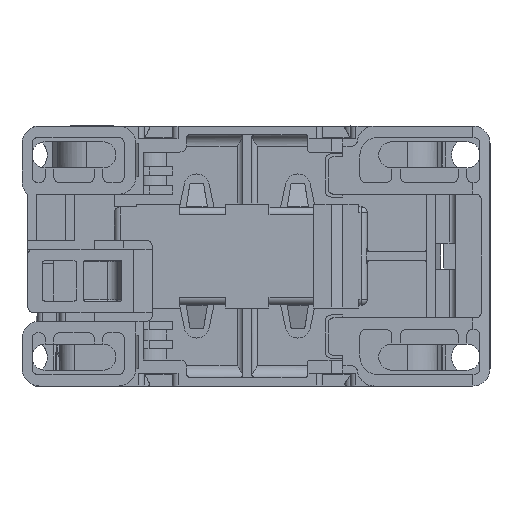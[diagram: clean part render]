
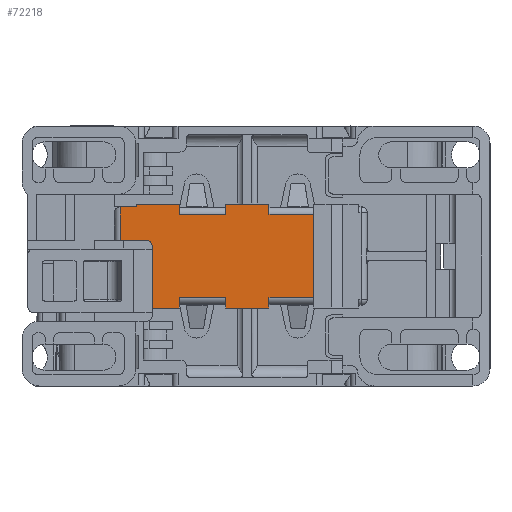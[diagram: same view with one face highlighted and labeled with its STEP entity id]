
A CAD part, front view. The second image highlights one B-rep face of the part: STEP entity #72218.
In plain terms, the highlighted planar face has unit normal (0, 1, 0).
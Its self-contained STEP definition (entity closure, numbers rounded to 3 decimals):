
#60595=DIRECTION('',(0.,0.,1.));
#60596=VECTOR('',#60595,1.75);
#60597=CARTESIAN_POINT('',(-16.929,-29.318,
7.25));
#60598=LINE('',#60597,#60596);
#60612=DIRECTION('',(-1.,0.,0.));
#60613=VECTOR('',#60612,4.55);
#60614=CARTESIAN_POINT('',(-38.129,-29.318,2.7));
#60615=LINE('',#60614,#60613);
#60616=CARTESIAN_POINT('',(-38.129,-29.318,1.7));
#60617=DIRECTION('',(0.,-1.,0.));
#60618=DIRECTION('',(1.,0.,0.));
#60619=AXIS2_PLACEMENT_3D('',#60616,#60617,#60618);
#60621=DIRECTION('',(0.,0.,1.));
#60622=VECTOR('',#60621,1.75);
#60623=CARTESIAN_POINT('',(-32.429,-29.318,-9.));
#60624=LINE('',#60623,#60622);
#60625=DIRECTION('',(0.,0.,1.));
#60626=VECTOR('',#60625,1.75);
#60627=CARTESIAN_POINT('',(-32.429,-29.318,
7.25));
#60628=LINE('',#60627,#60626);
#60629=DIRECTION('',(0.,0.,-1.));
#60630=VECTOR('',#60629,0.5);
#60631=CARTESIAN_POINT('',(-39.929,-29.318,9.));
#60632=LINE('',#60631,#60630);
#60641=DIRECTION('',(-1.,0.,0.));
#60642=VECTOR('',#60641,7.5);
#60643=CARTESIAN_POINT('',(-32.429,-29.318,9.));
#60644=LINE('',#60643,#60642);
#60884=DIRECTION('',(-1.,0.,0.));
#60885=VECTOR('',#60884,7.5);
#60886=CARTESIAN_POINT('',(-16.929,-29.318,9.));
#60887=LINE('',#60886,#60885);
#64974=DIRECTION('',(1.,0.,0.));
#64975=VECTOR('',#64974,2.75);
#64976=CARTESIAN_POINT('',(-42.679,-29.318,
8.5));
#64977=LINE('',#64976,#64975);
#65044=DIRECTION('',(0.,0.,1.));
#65045=VECTOR('',#65044,10.7);
#65046=CARTESIAN_POINT('',(-37.129,-29.318,
-9.));
#65047=LINE('',#65046,#65045);
#65773=DIRECTION('',(-1.,0.,0.));
#65774=VECTOR('',#65773,7.5);
#65775=CARTESIAN_POINT('',(-16.929,-29.318,-9.));
#65776=LINE('',#65775,#65774);
#66062=DIRECTION('',(0.,0.,-1.));
#66063=VECTOR('',#66062,1.75);
#66064=CARTESIAN_POINT('',(-24.429,-29.318,
-7.25));
#66065=LINE('',#66064,#66063);
#66087=DIRECTION('',(1.,0.,0.));
#66088=VECTOR('',#66087,8.);
#66089=CARTESIAN_POINT('',(-32.429,-29.318,
-7.25));
#66090=LINE('',#66089,#66088);
#66333=DIRECTION('',(1.,0.,0.));
#66334=VECTOR('',#66333,4.7);
#66335=CARTESIAN_POINT('',(-37.129,-29.318,
-9.));
#66336=LINE('',#66335,#66334);
#66346=DIRECTION('',(0.,0.,-1.));
#66347=VECTOR('',#66346,1.75);
#66348=CARTESIAN_POINT('',(-16.929,-29.318,
-7.25));
#66349=LINE('',#66348,#66347);
#66358=DIRECTION('',(1.,0.,0.));
#66359=VECTOR('',#66358,7.75);
#66360=CARTESIAN_POINT('',(-16.929,-29.318,
-7.25));
#66361=LINE('',#66360,#66359);
#66391=DIRECTION('',(0.,0.,1.));
#66392=VECTOR('',#66391,14.5);
#66393=CARTESIAN_POINT('',(-9.179,-29.318,-7.25));
#66394=LINE('',#66393,#66392);
#66795=DIRECTION('',(-1.,0.,0.));
#66796=VECTOR('',#66795,7.75);
#66797=CARTESIAN_POINT('',(-9.179,-29.318,7.25));
#66798=LINE('',#66797,#66796);
#68523=DIRECTION('',(0.,0.,-1.));
#68524=VECTOR('',#68523,5.8);
#68525=CARTESIAN_POINT('',(-42.679,-29.318,
8.5));
#68526=LINE('',#68525,#68524);
#69128=DIRECTION('',(0.,0.,1.));
#69129=VECTOR('',#69128,1.75);
#69130=CARTESIAN_POINT('',(-24.429,-29.318,
7.25));
#69131=LINE('',#69130,#69129);
#69144=DIRECTION('',(-1.,0.,0.));
#69145=VECTOR('',#69144,8.);
#69146=CARTESIAN_POINT('',(-24.429,-29.318,
7.25));
#69147=LINE('',#69146,#69145);
#69629=CARTESIAN_POINT('',(-42.679,-29.318,2.7));
#69630=VERTEX_POINT('',#69629);
#69631=CARTESIAN_POINT('',(-38.129,-29.318,2.7));
#69632=VERTEX_POINT('',#69631);
#69805=CARTESIAN_POINT('',(-32.429,-29.318,9.));
#69806=VERTEX_POINT('',#69805);
#69807=CARTESIAN_POINT('',(-32.429,-29.318,
7.25));
#69808=VERTEX_POINT('',#69807);
#69835=CARTESIAN_POINT('',(-32.429,-29.318,-9.));
#69836=VERTEX_POINT('',#69835);
#69837=CARTESIAN_POINT('',(-32.429,-29.318,
-7.25));
#69838=VERTEX_POINT('',#69837);
#70491=CARTESIAN_POINT('',(-39.929,-29.318,9.));
#70492=CARTESIAN_POINT('',(-39.929,-29.318,
8.5));
#70493=VERTEX_POINT('',#70491);
#70494=VERTEX_POINT('',#70492);
#70495=CARTESIAN_POINT('',(-42.679,-29.318,
8.5));
#70496=VERTEX_POINT('',#70495);
#70497=CARTESIAN_POINT('',(-37.129,-29.318,1.7));
#70498=VERTEX_POINT('',#70497);
#70499=CARTESIAN_POINT('',(-37.129,-29.318,
-9.));
#70500=VERTEX_POINT('',#70499);
#70501=CARTESIAN_POINT('',(-24.429,-29.318,
-7.25));
#70502=VERTEX_POINT('',#70501);
#70503=CARTESIAN_POINT('',(-24.429,-29.318,-9.));
#70504=VERTEX_POINT('',#70503);
#70505=CARTESIAN_POINT('',(-16.929,-29.318,-9.));
#70506=VERTEX_POINT('',#70505);
#70507=CARTESIAN_POINT('',(-16.929,-29.318,
-7.25));
#70508=VERTEX_POINT('',#70507);
#70509=CARTESIAN_POINT('',(-9.179,-29.318,-7.25));
#70510=VERTEX_POINT('',#70509);
#70511=CARTESIAN_POINT('',(-9.179,-29.318,7.25));
#70512=VERTEX_POINT('',#70511);
#70513=CARTESIAN_POINT('',(-16.929,-29.318,
7.25));
#70514=VERTEX_POINT('',#70513);
#70515=CARTESIAN_POINT('',(-16.929,-29.318,9.));
#70516=VERTEX_POINT('',#70515);
#70517=CARTESIAN_POINT('',(-24.429,-29.318,9.));
#70518=VERTEX_POINT('',#70517);
#70519=CARTESIAN_POINT('',(-24.429,-29.318,
7.25));
#70520=VERTEX_POINT('',#70519);
#72170=CARTESIAN_POINT('',(-25.929,-29.318,0.));
#72171=DIRECTION('',(0.,1.,0.));
#72172=DIRECTION('',(0.,0.,1.));
#72173=AXIS2_PLACEMENT_3D('',#72170,#72171,#72172);
#72174=PLANE('',#72173);
#72176=ORIENTED_EDGE('',*,*,#72175,.T.);
#72178=ORIENTED_EDGE('',*,*,#72177,.F.);
#72180=ORIENTED_EDGE('',*,*,#72179,.T.);
#72182=ORIENTED_EDGE('',*,*,#72181,.F.);
#72184=ORIENTED_EDGE('',*,*,#72183,.F.);
#72186=ORIENTED_EDGE('',*,*,#72185,.F.);
#72188=ORIENTED_EDGE('',*,*,#72187,.T.);
#72190=ORIENTED_EDGE('',*,*,#72189,.T.);
#72192=ORIENTED_EDGE('',*,*,#72191,.T.);
#72194=ORIENTED_EDGE('',*,*,#72193,.T.);
#72196=ORIENTED_EDGE('',*,*,#72195,.F.);
#72198=ORIENTED_EDGE('',*,*,#72197,.F.);
#72200=ORIENTED_EDGE('',*,*,#72199,.T.);
#72202=ORIENTED_EDGE('',*,*,#72201,.T.);
#72204=ORIENTED_EDGE('',*,*,#72203,.T.);
#72205=ORIENTED_EDGE('',*,*,#72158,.T.);
#72207=ORIENTED_EDGE('',*,*,#72206,.T.);
#72209=ORIENTED_EDGE('',*,*,#72208,.F.);
#72211=ORIENTED_EDGE('',*,*,#72210,.T.);
#72213=ORIENTED_EDGE('',*,*,#72212,.T.);
#72215=ORIENTED_EDGE('',*,*,#72214,.T.);
#72216=EDGE_LOOP('',(#72176,#72178,#72180,#72182,#72184,#72186,#72188,#72190,
#72192,#72194,#72196,#72198,#72200,#72202,#72204,#72205,#72207,#72209,#72211,
#72213,#72215));
#72217=FACE_OUTER_BOUND('',#72216,.F.);
#72218=ADVANCED_FACE('',(#72217),#72174,.T.);
#60620=CIRCLE('',#60619,1.);
#72158=EDGE_CURVE('',#70514,#70516,#60598,.T.);
#72175=EDGE_CURVE('',#70493,#70494,#60632,.T.);
#72177=EDGE_CURVE('',#70496,#70494,#64977,.T.);
#72179=EDGE_CURVE('',#70496,#69630,#68526,.T.);
#72181=EDGE_CURVE('',#69632,#69630,#60615,.T.);
#72183=EDGE_CURVE('',#70498,#69632,#60620,.T.);
#72185=EDGE_CURVE('',#70500,#70498,#65047,.T.);
#72187=EDGE_CURVE('',#70500,#69836,#66336,.T.);
#72189=EDGE_CURVE('',#69836,#69838,#60624,.T.);
#72191=EDGE_CURVE('',#69838,#70502,#66090,.T.);
#72193=EDGE_CURVE('',#70502,#70504,#66065,.T.);
#72195=EDGE_CURVE('',#70506,#70504,#65776,.T.);
#72197=EDGE_CURVE('',#70508,#70506,#66349,.T.);
#72199=EDGE_CURVE('',#70508,#70510,#66361,.T.);
#72201=EDGE_CURVE('',#70510,#70512,#66394,.T.);
#72203=EDGE_CURVE('',#70512,#70514,#66798,.T.);
#72206=EDGE_CURVE('',#70516,#70518,#60887,.T.);
#72208=EDGE_CURVE('',#70520,#70518,#69131,.T.);
#72210=EDGE_CURVE('',#70520,#69808,#69147,.T.);
#72212=EDGE_CURVE('',#69808,#69806,#60628,.T.);
#72214=EDGE_CURVE('',#69806,#70493,#60644,.T.);
